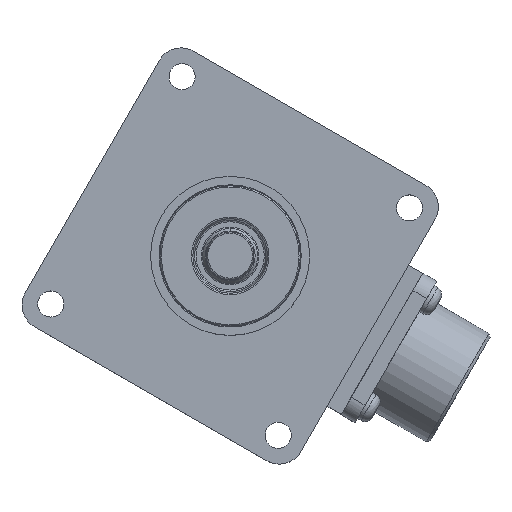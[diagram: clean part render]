
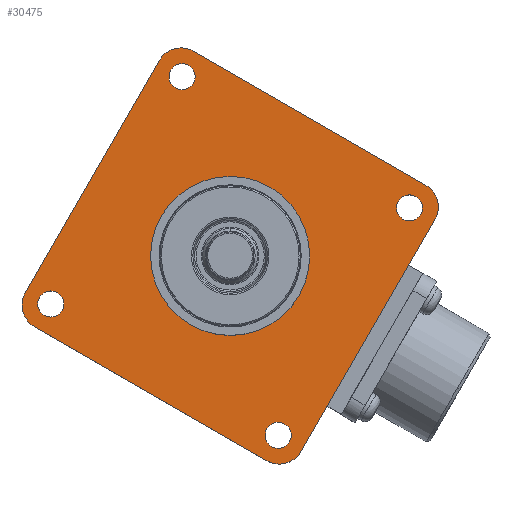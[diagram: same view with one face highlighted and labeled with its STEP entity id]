
A CAD part, top view. The second image highlights one B-rep face of the part: STEP entity #30475.
In plain terms, the highlighted planar face has unit normal (0, 0, 1).
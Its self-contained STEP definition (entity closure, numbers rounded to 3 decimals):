
#9967=DIRECTION('',(0.5,0.866,0.));
#9968=VECTOR('',#9967,53.5);
#9969=CARTESIAN_POINT('',(-40.871,-7.291,22.5));
#9970=LINE('',#9969,#9968);
#9971=CARTESIAN_POINT('',(-9.791,36.541,22.5));
#9972=DIRECTION('',(0.,0.,1.));
#9973=DIRECTION('',(0.5,0.866,0.));
#9974=AXIS2_PLACEMENT_3D('',#9971,#9972,#9973);
#9976=DIRECTION('',(0.866,-0.5,0.));
#9977=VECTOR('',#9976,53.5);
#9978=CARTESIAN_POINT('',(-7.291,40.871,22.5));
#9979=LINE('',#9978,#9977);
#9980=CARTESIAN_POINT('',(36.541,9.791,22.5));
#9981=DIRECTION('',(0.,0.,1.));
#9982=DIRECTION('',(0.866,-0.5,0.));
#9983=AXIS2_PLACEMENT_3D('',#9980,#9981,#9982);
#9985=DIRECTION('',(-0.5,-0.866,0.));
#9986=VECTOR('',#9985,53.5);
#9987=CARTESIAN_POINT('',(40.871,7.291,22.5));
#9988=LINE('',#9987,#9986);
#9989=CARTESIAN_POINT('',(9.791,-36.541,22.5));
#9990=DIRECTION('',(0.,0.,1.));
#9991=DIRECTION('',(-0.5,-0.866,0.));
#9992=AXIS2_PLACEMENT_3D('',#9989,#9990,#9991);
#9994=DIRECTION('',(-0.866,0.5,0.));
#9995=VECTOR('',#9994,53.5);
#9996=CARTESIAN_POINT('',(7.291,-40.871,22.5));
#9997=LINE('',#9996,#9995);
#9998=CARTESIAN_POINT('',(-36.541,-9.791,22.5));
#9999=DIRECTION('',(0.,0.,1.));
#10000=DIRECTION('',(-0.866,0.5,0.));
#10001=AXIS2_PLACEMENT_3D('',#9998,#9999,#10000);
#10003=CARTESIAN_POINT('',(9.59,-35.79,22.5));
#10004=DIRECTION('',(0.,0.,-1.));
#10005=DIRECTION('',(0.,-1.,0.));
#10006=AXIS2_PLACEMENT_3D('',#10003,#10004,#10005);
#10008=CARTESIAN_POINT('',(9.59,-35.79,22.5));
#10009=DIRECTION('',(0.,0.,-1.));
#10010=DIRECTION('',(0.,1.,0.));
#10011=AXIS2_PLACEMENT_3D('',#10008,#10009,#10010);
#10013=CARTESIAN_POINT('',(-35.79,-9.59,22.5));
#10014=DIRECTION('',(0.,0.,-1.));
#10015=DIRECTION('',(0.,-1.,0.));
#10016=AXIS2_PLACEMENT_3D('',#10013,#10014,#10015);
#10018=CARTESIAN_POINT('',(-35.79,-9.59,22.5));
#10019=DIRECTION('',(0.,0.,-1.));
#10020=DIRECTION('',(0.,1.,0.));
#10021=AXIS2_PLACEMENT_3D('',#10018,#10019,#10020);
#10023=CARTESIAN_POINT('',(35.79,9.59,22.5));
#10024=DIRECTION('',(0.,0.,-1.));
#10025=DIRECTION('',(0.,-1.,0.));
#10026=AXIS2_PLACEMENT_3D('',#10023,#10024,#10025);
#10028=CARTESIAN_POINT('',(35.79,9.59,22.5));
#10029=DIRECTION('',(0.,0.,-1.));
#10030=DIRECTION('',(0.,1.,0.));
#10031=AXIS2_PLACEMENT_3D('',#10028,#10029,#10030);
#10033=CARTESIAN_POINT('',(-9.59,35.79,22.5));
#10034=DIRECTION('',(0.,0.,-1.));
#10035=DIRECTION('',(0.,-1.,0.));
#10036=AXIS2_PLACEMENT_3D('',#10033,#10034,#10035);
#10038=CARTESIAN_POINT('',(-9.59,35.79,22.5));
#10039=DIRECTION('',(0.,0.,-1.));
#10040=DIRECTION('',(0.,1.,0.));
#10041=AXIS2_PLACEMENT_3D('',#10038,#10039,#10040);
#10095=CARTESIAN_POINT('',(0.,0.,22.5));
#10096=DIRECTION('',(0.,0.,1.));
#10097=DIRECTION('',(0.,1.,0.));
#10098=AXIS2_PLACEMENT_3D('',#10095,#10096,#10097);
#10114=CARTESIAN_POINT('',(0.,0.,22.5));
#10115=DIRECTION('',(0.,0.,-1.));
#10116=DIRECTION('',(0.,1.,0.));
#10117=AXIS2_PLACEMENT_3D('',#10114,#10115,#10116);
#16892=CARTESIAN_POINT('',(-40.871,-7.291,22.5));
#16894=VERTEX_POINT('',#16892);
#16896=CARTESIAN_POINT('',(-14.121,39.041,22.5));
#16898=VERTEX_POINT('',#16896);
#16900=CARTESIAN_POINT('',(-7.291,40.871,22.5));
#16902=VERTEX_POINT('',#16900);
#16904=CARTESIAN_POINT('',(39.041,14.121,22.5));
#16906=VERTEX_POINT('',#16904);
#16908=CARTESIAN_POINT('',(40.871,7.291,22.5));
#16910=VERTEX_POINT('',#16908);
#16912=CARTESIAN_POINT('',(14.121,-39.041,22.5));
#16914=VERTEX_POINT('',#16912);
#16916=CARTESIAN_POINT('',(7.291,-40.871,22.5));
#16918=VERTEX_POINT('',#16916);
#16920=CARTESIAN_POINT('',(-39.041,-14.121,22.5));
#16922=VERTEX_POINT('',#16920);
#16924=CARTESIAN_POINT('',(0.,15.875,22.5));
#16925=CARTESIAN_POINT('',(0.,-15.875,22.5));
#16926=VERTEX_POINT('',#16924);
#16927=VERTEX_POINT('',#16925);
#16932=CARTESIAN_POINT('',(-9.59,33.19,22.5));
#16933=CARTESIAN_POINT('',(-9.59,38.39,22.5));
#16934=VERTEX_POINT('',#16932);
#16935=VERTEX_POINT('',#16933);
#16940=CARTESIAN_POINT('',(35.79,6.99,22.5));
#16941=CARTESIAN_POINT('',(35.79,12.19,22.5));
#16942=VERTEX_POINT('',#16940);
#16943=VERTEX_POINT('',#16941);
#16948=CARTESIAN_POINT('',(-35.79,-12.19,22.5));
#16949=CARTESIAN_POINT('',(-35.79,-6.99,22.5));
#16950=VERTEX_POINT('',#16948);
#16951=VERTEX_POINT('',#16949);
#16956=CARTESIAN_POINT('',(9.59,-38.39,22.5));
#16957=CARTESIAN_POINT('',(9.59,-33.19,22.5));
#16958=VERTEX_POINT('',#16956);
#16959=VERTEX_POINT('',#16957);
#30424=CARTESIAN_POINT('',(0.,0.,22.5));
#30425=DIRECTION('',(0.,0.,-1.));
#30426=DIRECTION('',(0.,1.,0.));
#30427=AXIS2_PLACEMENT_3D('',#30424,#30425,#30426);
#30428=PLANE('',#30427);
#30429=ORIENTED_EDGE('',*,*,#30405,.T.);
#30431=ORIENTED_EDGE('',*,*,#30430,.F.);
#30433=ORIENTED_EDGE('',*,*,#30432,.T.);
#30435=ORIENTED_EDGE('',*,*,#30434,.F.);
#30437=ORIENTED_EDGE('',*,*,#30436,.T.);
#30439=ORIENTED_EDGE('',*,*,#30438,.F.);
#30441=ORIENTED_EDGE('',*,*,#30440,.T.);
#30442=ORIENTED_EDGE('',*,*,#30416,.F.);
#30443=EDGE_LOOP('',(#30429,#30431,#30433,#30435,#30437,#30439,#30441,#30442));
#30444=FACE_OUTER_BOUND('',#30443,.F.);
#30446=ORIENTED_EDGE('',*,*,#30445,.F.);
#30448=ORIENTED_EDGE('',*,*,#30447,.F.);
#30449=EDGE_LOOP('',(#30446,#30448));
#30450=FACE_BOUND('',#30449,.F.);
#30452=ORIENTED_EDGE('',*,*,#30451,.F.);
#30454=ORIENTED_EDGE('',*,*,#30453,.F.);
#30455=EDGE_LOOP('',(#30452,#30454));
#30456=FACE_BOUND('',#30455,.F.);
#30458=ORIENTED_EDGE('',*,*,#30457,.F.);
#30460=ORIENTED_EDGE('',*,*,#30459,.F.);
#30461=EDGE_LOOP('',(#30458,#30460));
#30462=FACE_BOUND('',#30461,.F.);
#30464=ORIENTED_EDGE('',*,*,#30463,.T.);
#30466=ORIENTED_EDGE('',*,*,#30465,.F.);
#30467=EDGE_LOOP('',(#30464,#30466));
#30468=FACE_BOUND('',#30467,.F.);
#30470=ORIENTED_EDGE('',*,*,#30469,.F.);
#30472=ORIENTED_EDGE('',*,*,#30471,.F.);
#30473=EDGE_LOOP('',(#30470,#30472));
#30474=FACE_BOUND('',#30473,.F.);
#9975=CIRCLE('',#9974,5.);
#9984=CIRCLE('',#9983,5.);
#9993=CIRCLE('',#9992,5.);
#10002=CIRCLE('',#10001,5.);
#10007=CIRCLE('',#10006,2.6);
#10012=CIRCLE('',#10011,2.6);
#10017=CIRCLE('',#10016,2.6);
#10022=CIRCLE('',#10021,2.6);
#10027=CIRCLE('',#10026,2.6);
#10032=CIRCLE('',#10031,2.6);
#10037=CIRCLE('',#10036,2.6);
#10042=CIRCLE('',#10041,2.6);
#10099=CIRCLE('',#10098,15.875);
#10118=CIRCLE('',#10117,15.875);
#30405=EDGE_CURVE('',#16894,#16898,#9970,.T.);
#30416=EDGE_CURVE('',#16894,#16922,#10002,.T.);
#30430=EDGE_CURVE('',#16902,#16898,#9975,.T.);
#30432=EDGE_CURVE('',#16902,#16906,#9979,.T.);
#30434=EDGE_CURVE('',#16910,#16906,#9984,.T.);
#30436=EDGE_CURVE('',#16910,#16914,#9988,.T.);
#30438=EDGE_CURVE('',#16918,#16914,#9993,.T.);
#30440=EDGE_CURVE('',#16918,#16922,#9997,.T.);
#30445=EDGE_CURVE('',#16958,#16959,#10007,.T.);
#30447=EDGE_CURVE('',#16959,#16958,#10012,.T.);
#30451=EDGE_CURVE('',#16950,#16951,#10017,.T.);
#30453=EDGE_CURVE('',#16951,#16950,#10022,.T.);
#30457=EDGE_CURVE('',#16942,#16943,#10027,.T.);
#30459=EDGE_CURVE('',#16943,#16942,#10032,.T.);
#30463=EDGE_CURVE('',#16926,#16927,#10099,.T.);
#30465=EDGE_CURVE('',#16926,#16927,#10118,.T.);
#30469=EDGE_CURVE('',#16934,#16935,#10037,.T.);
#30471=EDGE_CURVE('',#16935,#16934,#10042,.T.);
#30475=ADVANCED_FACE('',(#30444,#30450,#30456,#30462,#30468,#30474),#30428,.F.);
